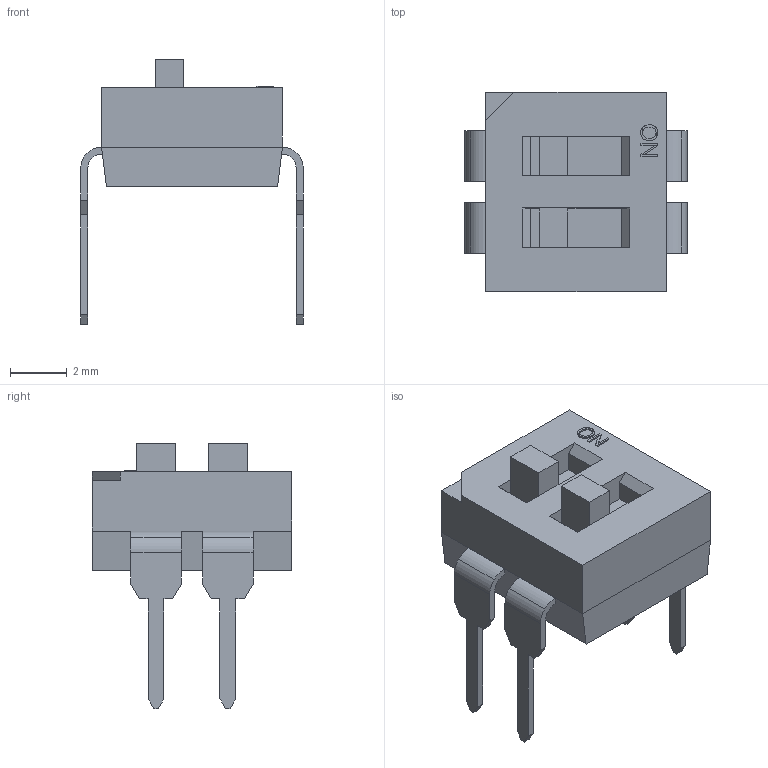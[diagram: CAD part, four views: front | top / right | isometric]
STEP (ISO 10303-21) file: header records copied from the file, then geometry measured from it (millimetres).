
FILE_DESCRIPTION((''),'2;1');
FILE_NAME('SW_TYCO_1825057-1.stp','2009-09-01T09:25:16',(''),(''),'Mechanical Desktop 2006','Mechanical Desktop 2006',', , ');
FILE_SCHEMA(('AUTOMOTIVE_DESIGN { 1 2 10303 214 0 1 1 1 }'));
Length unit declared in the file: millimetre
Products named in the file (1): Product
Bounding box: 7.87 x 7.06 x 9.38 mm (x, y, z)
Volume: 159.4 mm3; surface area: 384.6 mm2
Topology: 13 solids, 13 shells, 241 faces, 639 edges, 426 vertices
Faces by surface type: plane 193, bspline 40, cylinder 8
Entity records: 7497 total; most frequent: CARTESIAN_POINT 1539, ORIENTED_EDGE 1278, DIRECTION 1075, EDGE_CURVE 639, VECTOR 607, LINE 607, VERTEX_POINT 426, EDGE_LOOP 243
